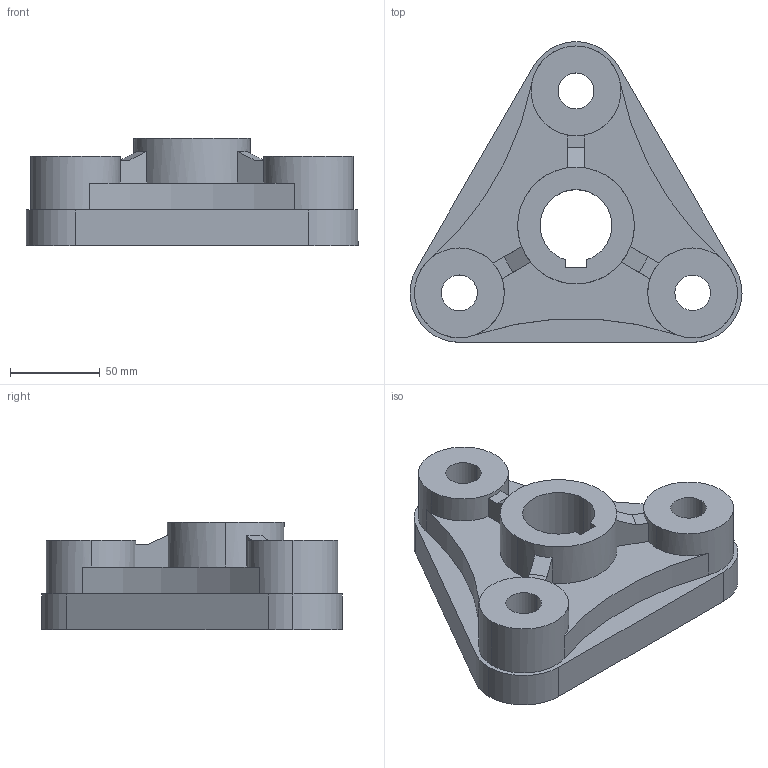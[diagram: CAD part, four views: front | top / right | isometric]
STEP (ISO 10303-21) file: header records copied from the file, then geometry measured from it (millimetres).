
FILE_DESCRIPTION (( 'STEP AP214' ), '1' );
FILE_NAME ('Part12edit.STEP', '2025-03-03T12:42:09', ( '' ), ( '' ), 'SwSTEP 2.0', 'SolidWorks 2024', '' );
FILE_SCHEMA (( 'AUTOMOTIVE_DESIGN' ));
Length unit declared in the file: millimetre
Products named in the file (1): Part12edit
Bounding box: 184.9 x 167.5 x 60 mm (x, y, z)
Volume: 476004.6 mm3; surface area: 89311.5 mm2
Topology: 1 solids, 1 shells, 60 faces, 168 edges, 112 vertices
Faces by surface type: plane 31, cylinder 29
Entity records: 2004 total; most frequent: DIRECTION 360, CARTESIAN_POINT 350, ORIENTED_EDGE 336, EDGE_CURVE 168, AXIS2_PLACEMENT_3D 134, VERTEX_POINT 112, LINE 92, VECTOR 92
